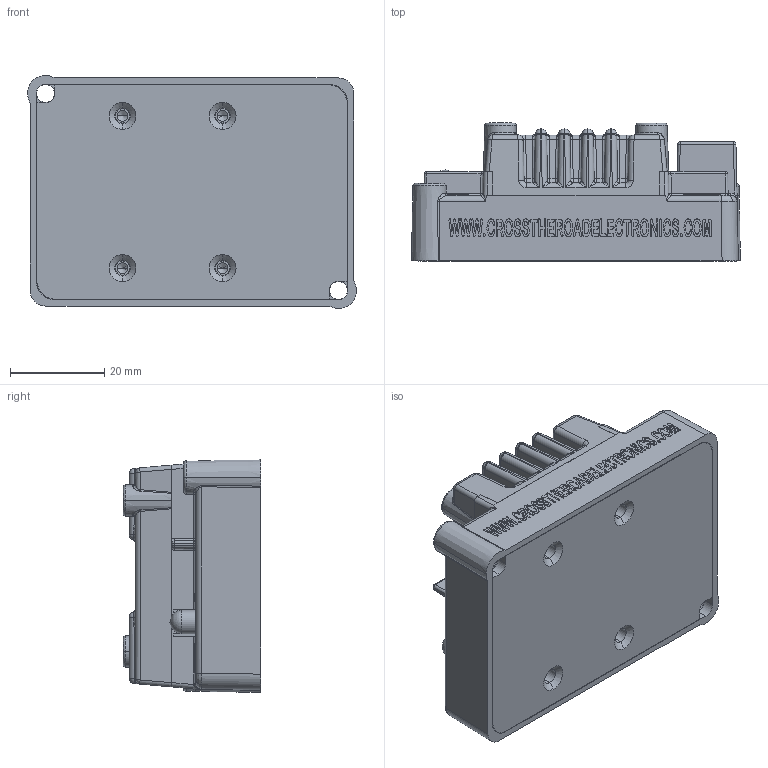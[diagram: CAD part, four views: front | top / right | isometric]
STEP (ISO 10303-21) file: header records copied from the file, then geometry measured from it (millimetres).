
FILE_DESCRIPTION (( 'STEP AP214' ), '1' );
FILE_NAME ('Talon.STEP', '2012-09-26T22:51:11', ( 'Mike Copioli' ), ( 'Cross The Road Electronics' ), 'SwSTEP 2.0', 'SolidWorks 2007', '' );
FILE_SCHEMA (( 'AUTOMOTIVE_DESIGN' ));
Length unit declared in the file: inch
Products named in the file (1): Talon
Bounding box: 69.75 x 29.18 x 49.43 mm (x, y, z)
Volume: 42663 mm3; surface area: 39391.4 mm2
Topology: 18 solids, 18 shells, 2652 faces, 6893 edges, 4364 vertices
Faces by surface type: plane 1111, bspline 851, cylinder 561, sphere 52, torus 44, cone 33
Entity records: 146533 total; most frequent: CARTESIAN_POINT 52933, ORIENTED_EDGE 13604, DIRECTION 9729, EDGE_CURVE 6802, VERTEX_POINT 4362, VECTOR 3929, LINE 3929, EDGE_LOOP 2932
